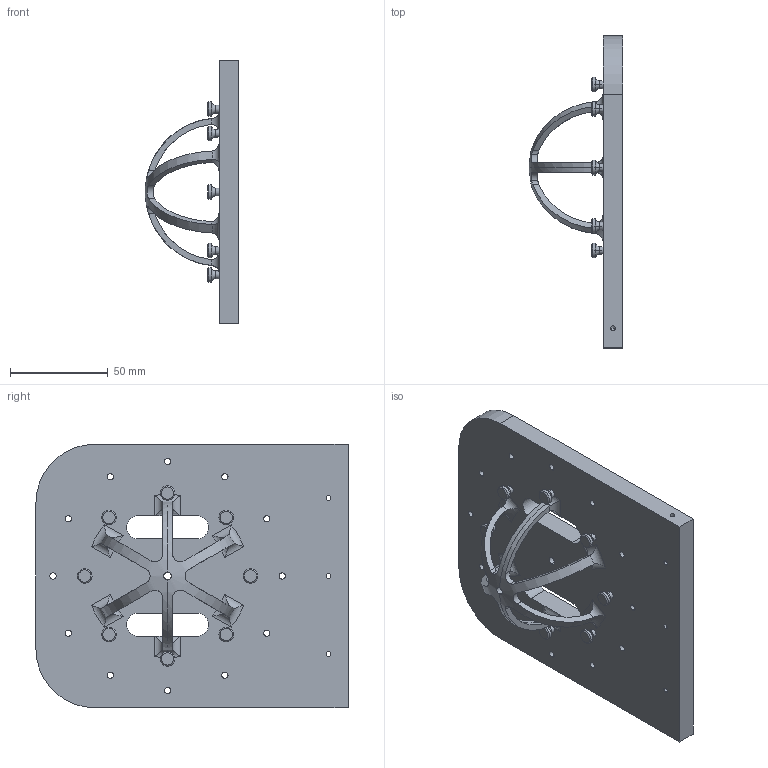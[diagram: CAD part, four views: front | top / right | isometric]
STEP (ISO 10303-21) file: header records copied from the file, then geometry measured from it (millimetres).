
FILE_DESCRIPTION (( 'STEP AP214' ), '1' );
FILE_NAME ('VerticalMount.STEP', '2021-10-28T01:24:23', ( '' ), ( '' ), 'SwSTEP 2.0', 'SolidWorks 2021', '' );
FILE_SCHEMA (( 'AUTOMOTIVE_DESIGN' ));
Length unit declared in the file: millimetre
Products named in the file (1): VerticalMount
Bounding box: 47.95 x 160 x 135 mm (x, y, z)
Volume: 207543.9 mm3; surface area: 56056.7 mm2
Topology: 1 solids, 1 shells, 265 faces, 695 edges, 440 vertices
Faces by surface type: plane 114, cylinder 96, torus 27, cone 22, sphere 4, bspline 2
Entity records: 9048 total; most frequent: CARTESIAN_POINT 2359, DIRECTION 1386, ORIENTED_EDGE 1382, EDGE_CURVE 691, AXIS2_PLACEMENT_3D 503, VERTEX_POINT 440, LINE 380, VECTOR 380
